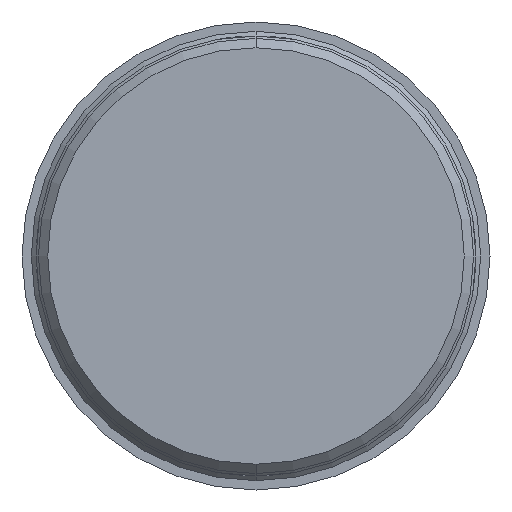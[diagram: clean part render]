
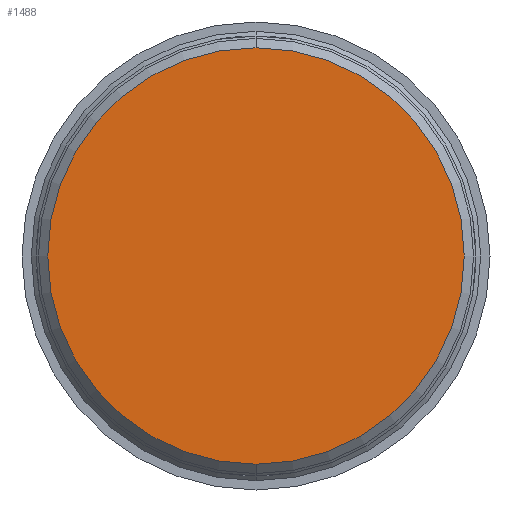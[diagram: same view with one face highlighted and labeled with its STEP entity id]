
A CAD part, front view. The second image highlights one B-rep face of the part: STEP entity #1488.
In plain terms, the highlighted planar face has unit normal (0, -1, 0).
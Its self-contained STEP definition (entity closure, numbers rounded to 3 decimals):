
#238 = DIRECTION ( 'NONE',  ( 0., -1., 0. ) ) ;
#268 = DIRECTION ( 'NONE',  ( 0., -1., 0. ) ) ;
#629 = ORIENTED_EDGE ( 'NONE', *, *, #3064, .T. ) ;
#716 = CARTESIAN_POINT ( 'NONE',  ( 0., -18.5, -2.225 ) ) ;
#961 = CARTESIAN_POINT ( 'NONE',  ( 0., -18.5, 2.225 ) ) ;
#985 = DIRECTION ( 'NONE',  ( 0., -1., 0. ) ) ;
#1178 = CARTESIAN_POINT ( 'NONE',  ( 0., -18.5, 0. ) ) ;
#1488 = ADVANCED_FACE ( 'Defeature ausgef�hrt4_9', ( #2704 ), #3916, .T. ) ;
#1530 = CIRCLE ( 'NONE', #2920, 2.225 ) ;
#1913 = EDGE_CURVE ( 'NONE', #3113, #2959, #1530, .T. ) ;
#2019 = DIRECTION ( 'NONE',  ( 0., 0., -1. ) ) ;
#2037 = CARTESIAN_POINT ( 'NONE',  ( 2.325, -18.5, 0. ) ) ;
#2251 = CARTESIAN_POINT ( 'NONE',  ( 0., -18.5, 0. ) ) ;
#2493 = AXIS2_PLACEMENT_3D ( 'NONE', #2037, #268, #2019 ) ;
#2704 = FACE_OUTER_BOUND ( 'NONE', #3784, .T. ) ;
#2748 = ORIENTED_EDGE ( 'NONE', *, *, #1913, .T. ) ;
#2786 = CIRCLE ( 'NONE', #2855, 2.225 ) ;
#2855 = AXIS2_PLACEMENT_3D ( 'NONE', #2251, #985, #3695 ) ;
#2920 = AXIS2_PLACEMENT_3D ( 'NONE', #1178, #238, #3269 ) ;
#2959 = VERTEX_POINT ( 'NONE', #716 ) ;
#3064 = EDGE_CURVE ( 'NONE', #2959, #3113, #2786, .T. ) ;
#3113 = VERTEX_POINT ( 'NONE', #961 ) ;
#3269 = DIRECTION ( 'NONE',  ( 0., 0., -1. ) ) ;
#3695 = DIRECTION ( 'NONE',  ( 0., 0., -1. ) ) ;
#3784 = EDGE_LOOP ( 'NONE', ( #2748, #629 ) ) ;
#3916 = PLANE ( 'NONE',  #2493 ) ;
